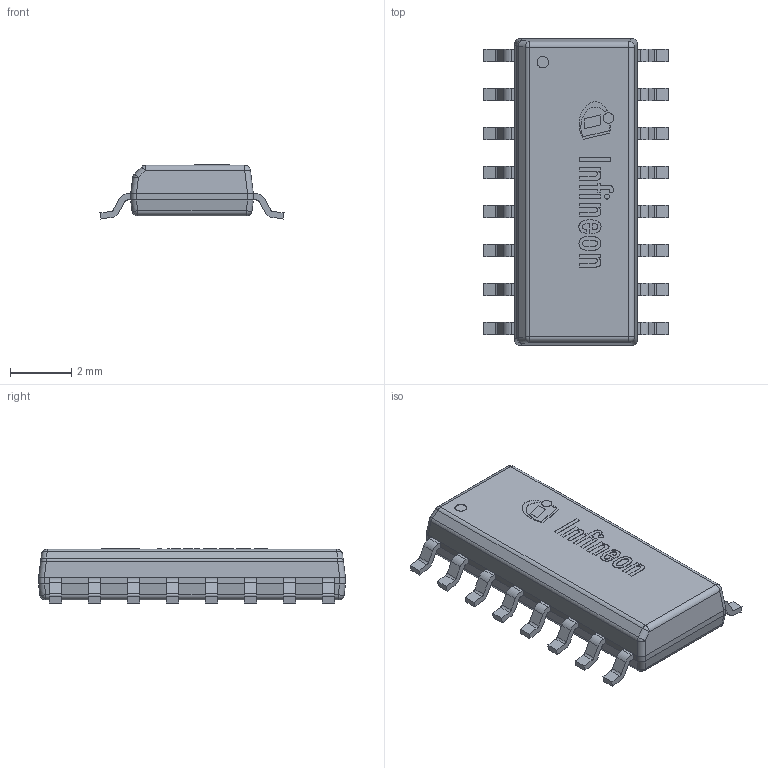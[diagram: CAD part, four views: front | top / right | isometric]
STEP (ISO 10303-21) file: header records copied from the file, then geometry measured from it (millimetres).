
FILE_DESCRIPTION(/* description */ (''),/* implementation_level */ '2;1');
FILE_NAME(/* name */ '1.stp',/* time_stamp */ '2024-05-09T19:29:00+05:30',/* author */ ('sivamani'),/* organization */ (''),/* preprocessor_version */ 'ST-DEVELOPER v19.2',/* originating_system */ 'AutoCAD Mechanical',/* authorisation */ '');
FILE_SCHEMA (('AUTOMOTIVE_DESIGN { 1 0 10303 214 3 1 1 }'));
Length unit declared in the file: millimetre
Products named in the file (1): Product
Bounding box: 6 x 10 x 1.76 mm (x, y, z)
Volume: 65 mm3; surface area: 307.9 mm2
Topology: 32 solids, 32 shells, 486 faces, 1233 edges, 812 vertices
Faces by surface type: plane 269, cylinder 207, sphere 10
Full cylindrical faces by diameter (mm): 0.164 x1, 0.339 x1
Entity records: 14709 total; most frequent: DIRECTION 2621, CARTESIAN_POINT 2532, ORIENTED_EDGE 2466, EDGE_CURVE 1233, AXIS2_PLACEMENT_3D 901, LINE 819, VECTOR 819, VERTEX_POINT 812
